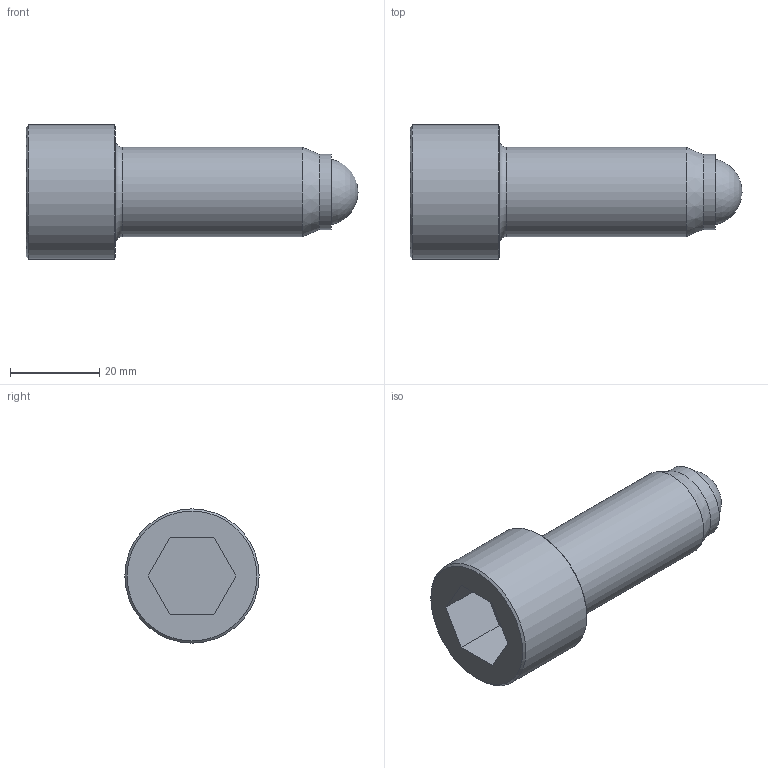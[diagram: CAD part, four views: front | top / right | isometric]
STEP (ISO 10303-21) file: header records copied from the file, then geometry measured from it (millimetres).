
FILE_DESCRIPTION( ( 'STEP AP214' ), '1' );
FILE_NAME( 'K0380.12050_0.stp', '2020-12-07T09:24:43', ( '' ), ( '' ), ' ', 'PARTsolutions', ' ' );
FILE_SCHEMA( ( 'AUTOMOTIVE_DESIGN { 1 0 10303 214 1 1 1 1 }' ) );
Length unit declared in the file: millimetre
Products named in the file (1): _K0380.12050_0
Bounding box: 74.2 x 30 x 30 mm (x, y, z)
Volume: 26504.7 mm3; surface area: 6950.5 mm2
Topology: 1 solids, 1 shells, 18 faces, 38 edges, 24 vertices
Faces by surface type: plane 10, cylinder 3, cone 3, sphere 1, torus 1
Full cylindrical faces by diameter (mm): 16.933 x1, 20 x1, 30 x1
Entity records: 586 total; most frequent: DIRECTION 76, CARTESIAN_POINT 70, ORIENTED_EDGE 56, AXIS2_PLACEMENT_3D 29, EDGE_LOOP 28, EDGE_CURVE 28, VERTEX_POINT 23, FACE_OUTER_BOUND 22
